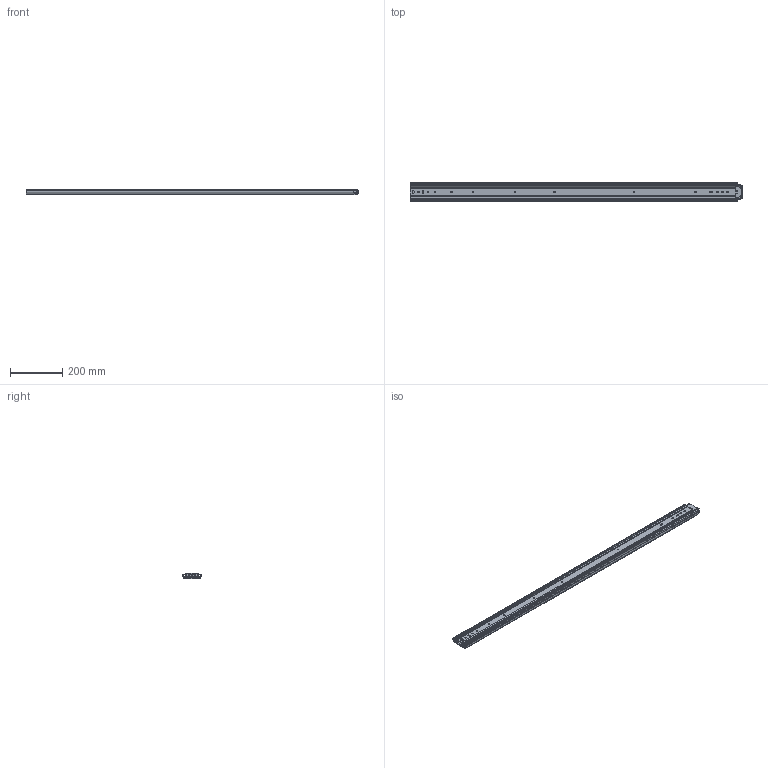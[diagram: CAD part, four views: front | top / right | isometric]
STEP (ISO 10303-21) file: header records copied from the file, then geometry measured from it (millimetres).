
FILE_DESCRIPTION( ( '' ), ' ' );
FILE_NAME( '5bb2c1e0e715bb13e461badc.step', '2018-10-02T00:54:57', ( '' ), ( '' ), ' ', ' ', ' ' );
FILE_SCHEMA( ( 'AUTOMOTIVE_DESIGN { 1 0 10303 214 1 1 1 1 }' ) );
Length unit declared in the file: metre
Products named in the file (5): Assem1; Slide Mount; Middle Slide; Inside Mount; Bumper
Assembly tree (4 placements, depth 2):
  Assem1
    Slide Mount
    Middle Slide
    Inside Mount
    Bumper
Bounding box: 1269.04 x 74 x 20.54 mm (x, y, z)
Volume: 750461.6 mm3; surface area: 653716.4 mm2
Topology: 4 solids, 4 shells, 325 faces, 741 edges, 425 vertices
Faces by surface type: plane 231, cylinder 94
Full cylindrical faces by diameter (mm): 3.5 x1, 5.2 x8, 7 x1, 7.6 x4, 8 x3, 9.4 x1
Entity records: 11546 total; most frequent: DIRECTION 1570, CARTESIAN_POINT 1476, ORIENTED_EDGE 1444, EDGE_CURVE 722, LINE 534, VECTOR 534, AXIS2_PLACEMENT_3D 518, VERTEX_POINT 424
